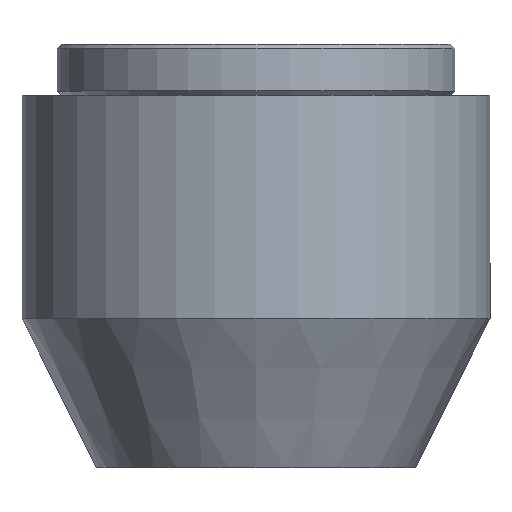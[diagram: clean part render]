
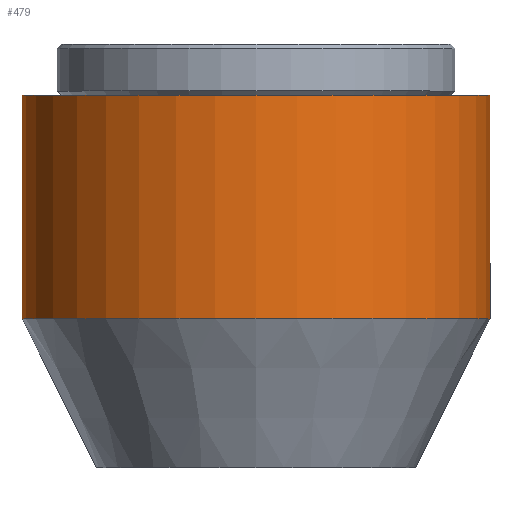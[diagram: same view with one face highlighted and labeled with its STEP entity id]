
A CAD part, top view. The second image highlights one B-rep face of the part: STEP entity #479.
In plain terms, the highlighted cylindrical face has radius 11 mm (diameter 22 mm), a partial arc.
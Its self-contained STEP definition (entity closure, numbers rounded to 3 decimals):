
#20 = DIRECTION ( 'NONE',  ( 0., -1., 0. ) ) ;
#26 = DIRECTION ( 'NONE',  ( 0., -1., 0. ) ) ;
#39 = CARTESIAN_POINT ( 'NONE',  ( 11., 17.5, 0. ) ) ;
#48 = DIRECTION ( 'NONE',  ( 1., 0., 0. ) ) ;
#53 = VERTEX_POINT ( 'NONE', #39 ) ;
#66 = AXIS2_PLACEMENT_3D ( 'NONE', #326, #245, #247 ) ;
#79 = DIRECTION ( 'NONE',  ( 1., 0., 0. ) ) ;
#80 = LINE ( 'NONE', #463, #592 ) ;
#97 = CYLINDRICAL_SURFACE ( 'NONE', #66, 11. ) ;
#107 = ORIENTED_EDGE ( 'NONE', *, *, #235, .F. ) ;
#176 = CARTESIAN_POINT ( 'NONE',  ( -11., 17.5, 0. ) ) ;
#235 = EDGE_CURVE ( 'NONE', #53, #373, #596, .T. ) ;
#245 = DIRECTION ( 'NONE',  ( 0., -1., 0. ) ) ;
#247 = DIRECTION ( 'NONE',  ( 1., 0., 0. ) ) ;
#252 = EDGE_CURVE ( 'NONE', #373, #372, #566, .T. ) ;
#326 = CARTESIAN_POINT ( 'NONE',  ( 0., -1038.721, 0. ) ) ;
#331 = EDGE_LOOP ( 'NONE', ( #361, #547, #363, #107 ) ) ;
#337 = EDGE_CURVE ( 'NONE', #53, #530, #478, .T. ) ;
#361 = ORIENTED_EDGE ( 'NONE', *, *, #337, .T. ) ;
#363 = ORIENTED_EDGE ( 'NONE', *, *, #252, .F. ) ;
#364 = AXIS2_PLACEMENT_3D ( 'NONE', #380, #563, #48 ) ;
#371 = AXIS2_PLACEMENT_3D ( 'NONE', #538, #26, #79 ) ;
#372 = VERTEX_POINT ( 'NONE', #394 ) ;
#373 = VERTEX_POINT ( 'NONE', #491 ) ;
#380 = CARTESIAN_POINT ( 'NONE',  ( 0., 17.5, 0. ) ) ;
#394 = CARTESIAN_POINT ( 'NONE',  ( -11., 7., 0. ) ) ;
#417 = DIRECTION ( 'NONE',  ( 0., -1., 0. ) ) ;
#463 = CARTESIAN_POINT ( 'NONE',  ( -11., -1038.721, 0. ) ) ;
#478 = CIRCLE ( 'NONE', #364, 11. ) ;
#479 = ADVANCED_FACE ( 'NONE', ( #585 ), #97, .T. ) ;
#491 = CARTESIAN_POINT ( 'NONE',  ( 11., 7., 0. ) ) ;
#529 = VECTOR ( 'NONE', #20, 1000. ) ;
#530 = VERTEX_POINT ( 'NONE', #176 ) ;
#536 = CARTESIAN_POINT ( 'NONE',  ( 11., -1038.721, 0. ) ) ;
#538 = CARTESIAN_POINT ( 'NONE',  ( 0., 7., 0. ) ) ;
#547 = ORIENTED_EDGE ( 'NONE', *, *, #571, .T. ) ;
#563 = DIRECTION ( 'NONE',  ( 0., -1., 0. ) ) ;
#566 = CIRCLE ( 'NONE', #371, 11. ) ;
#571 = EDGE_CURVE ( 'NONE', #530, #372, #80, .T. ) ;
#585 = FACE_OUTER_BOUND ( 'NONE', #331, .T. ) ;
#592 = VECTOR ( 'NONE', #417, 1000. ) ;
#596 = LINE ( 'NONE', #536, #529 ) ;
